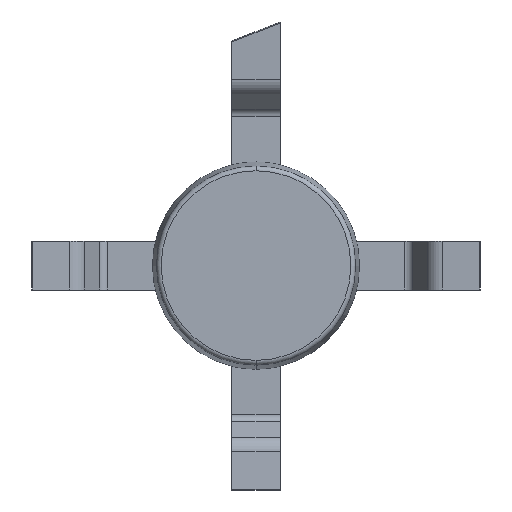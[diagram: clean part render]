
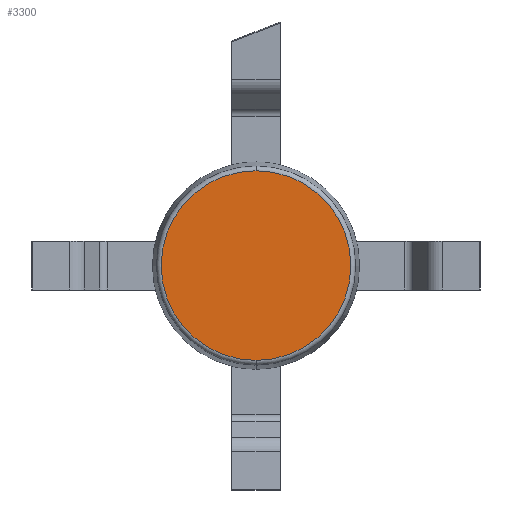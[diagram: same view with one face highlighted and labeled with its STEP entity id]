
A CAD part, front view. The second image highlights one B-rep face of the part: STEP entity #3300.
In plain terms, the highlighted planar face has unit normal (0, -1, 0).
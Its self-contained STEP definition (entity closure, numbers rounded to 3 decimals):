
#460 = CIRCLE ( 'NONE', #4433, 0.989 ) ;
#489 = CARTESIAN_POINT ( 'NONE',  ( 0., 0., 0. ) ) ;
#501 = CARTESIAN_POINT ( 'NONE',  ( 0., 0., -0.989 ) ) ;
#745 = EDGE_CURVE ( 'NONE', #3854, #3014, #460, .T. ) ;
#1225 = CIRCLE ( 'NONE', #2173, 0.989 ) ;
#1305 = EDGE_LOOP ( 'NONE', ( #3858, #4872 ) ) ;
#1570 = DIRECTION ( 'NONE',  ( 0., 0., 1. ) ) ;
#1781 = PLANE ( 'NONE',  #5361 ) ;
#1980 = DIRECTION ( 'NONE',  ( 0., -1., 0. ) ) ;
#2173 = AXIS2_PLACEMENT_3D ( 'NONE', #5240, #1980, #1570 ) ;
#2741 = CARTESIAN_POINT ( 'NONE',  ( 0., 0., 0.989 ) ) ;
#3014 = VERTEX_POINT ( 'NONE', #2741 ) ;
#3300 = ADVANCED_FACE ( 'NONE', ( #5036 ), #1781, .F. ) ;
#3598 = DIRECTION ( 'NONE',  ( 0., -1., 0. ) ) ;
#3678 = CARTESIAN_POINT ( 'NONE',  ( 0., 0., 0. ) ) ;
#3854 = VERTEX_POINT ( 'NONE', #501 ) ;
#3858 = ORIENTED_EDGE ( 'NONE', *, *, #4164, .T. ) ;
#4060 = DIRECTION ( 'NONE',  ( 0., 1., 0. ) ) ;
#4164 = EDGE_CURVE ( 'NONE', #3014, #3854, #1225, .T. ) ;
#4433 = AXIS2_PLACEMENT_3D ( 'NONE', #3678, #3598, #5340 ) ;
#4872 = ORIENTED_EDGE ( 'NONE', *, *, #745, .T. ) ;
#5036 = FACE_OUTER_BOUND ( 'NONE', #1305, .T. ) ;
#5089 = DIRECTION ( 'NONE',  ( 0., 0., 1. ) ) ;
#5240 = CARTESIAN_POINT ( 'NONE',  ( 0., 0., 0. ) ) ;
#5340 = DIRECTION ( 'NONE',  ( 0., 0., 1. ) ) ;
#5361 = AXIS2_PLACEMENT_3D ( 'NONE', #489, #4060, #5089 ) ;
